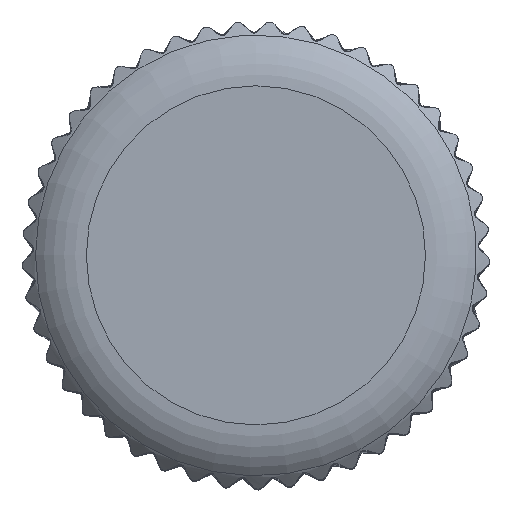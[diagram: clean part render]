
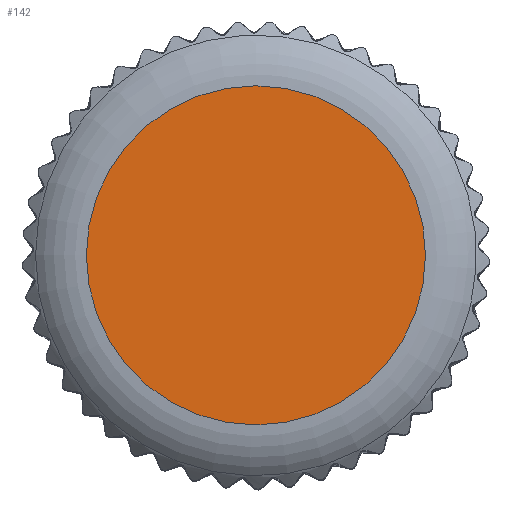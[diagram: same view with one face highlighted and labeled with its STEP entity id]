
A CAD part, top view. The second image highlights one B-rep face of the part: STEP entity #142.
In plain terms, the highlighted planar face has unit normal (0, 0, 1).
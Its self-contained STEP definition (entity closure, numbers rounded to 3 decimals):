
#19=PLANE('',#167);
#30=FACE_OUTER_BOUND('',#40,.T.);
#40=EDGE_LOOP('',(#111));
#66=CIRCLE('',#168,5.896);
#77=VERTEX_POINT('',#3784);
#91=EDGE_CURVE('',#77,#77,#66,.T.);
#111=ORIENTED_EDGE('',*,*,#91,.F.);
#142=ADVANCED_FACE('',(#30),#19,.T.);
#167=AXIS2_PLACEMENT_3D('',#3783,#191,#192);
#168=AXIS2_PLACEMENT_3D('',#3785,#193,#194);
#191=DIRECTION('center_axis',(0.,0.,1.));
#192=DIRECTION('ref_axis',(-1.,0.,0.));
#193=DIRECTION('center_axis',(0.,0.,-1.));
#194=DIRECTION('ref_axis',(-0.529,-0.848,0.));
#3783=CARTESIAN_POINT('Origin',(-29.793,-6.014,20.228));
#3784=CARTESIAN_POINT('',(-41.703,0.,20.228));
#3785=CARTESIAN_POINT('Origin',(-35.807,0.,
20.228));
